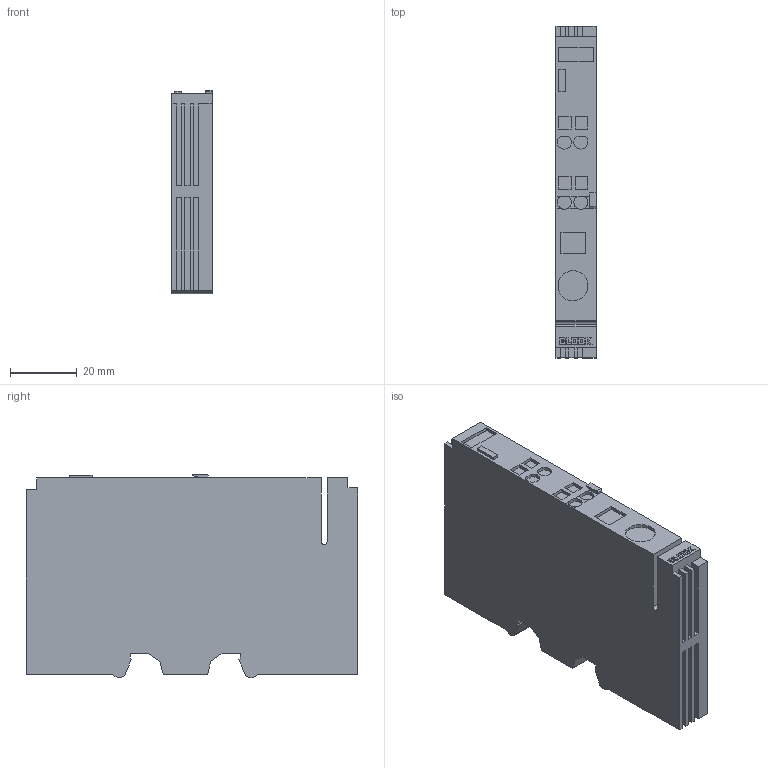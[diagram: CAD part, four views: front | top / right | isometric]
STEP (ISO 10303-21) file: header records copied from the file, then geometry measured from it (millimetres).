
FILE_DESCRIPTION (( 'STEP AP214' ), '1' );
FILE_NAME ('225092.STEP', '2020-09-09T09:40:32', ( '' ), ( '' ), 'SwSTEP 2.0', 'SolidWorks 2018', '' );
FILE_SCHEMA (( 'AUTOMOTIVE_DESIGN' ));
Length unit declared in the file: millimetre
Products named in the file (1): 225092
Bounding box: 12 x 99.3 x 60.9 mm (x, y, z)
Volume: 66417.6 mm3; surface area: 17926.7 mm2
Topology: 1 solids, 1 shells, 272 faces, 756 edges, 504 vertices
Faces by surface type: plane 254, cylinder 18
Entity records: 8594 total; most frequent: CARTESIAN_POINT 1545, ORIENTED_EDGE 1512, DIRECTION 1338, EDGE_CURVE 756, LINE 712, VECTOR 712, VERTEX_POINT 504, AXIS2_PLACEMENT_3D 313
